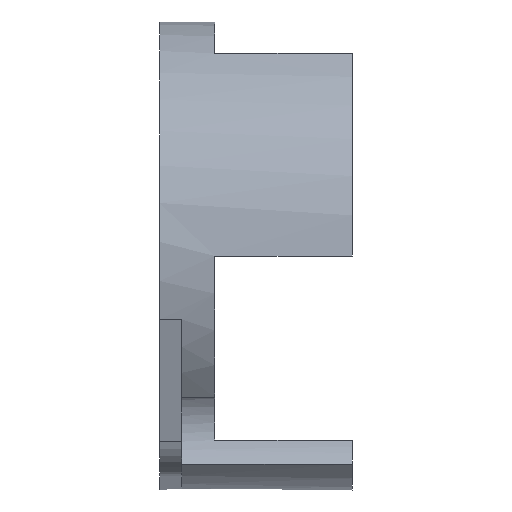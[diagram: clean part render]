
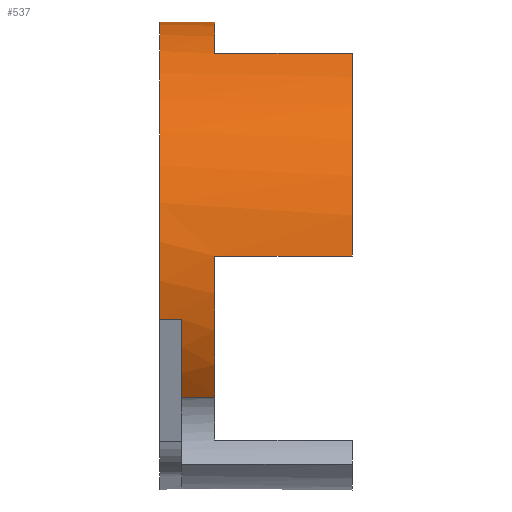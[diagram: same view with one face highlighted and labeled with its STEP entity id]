
A CAD part, left-side view. The second image highlights one B-rep face of the part: STEP entity #537.
In plain terms, the highlighted cylindrical face has radius 17 mm (diameter 34 mm), a partial arc.
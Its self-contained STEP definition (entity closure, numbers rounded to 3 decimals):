
#3 = AXIS2_PLACEMENT_3D ( 'NONE', #415, #416, #417 ) ;
#5 = CIRCLE ( 'NONE', #13, 17. ) ;
#10 = CIRCLE ( 'NONE', #15, 17. ) ;
#13 = AXIS2_PLACEMENT_3D ( 'NONE', #407, #408, #409 ) ;
#14 = VECTOR ( 'NONE', #429, 1000. ) ;
#15 = AXIS2_PLACEMENT_3D ( 'NONE', #420, #421, #422 ) ;
#19 = VECTOR ( 'NONE', #411, 1000. ) ;
#20 = VECTOR ( 'NONE', #418, 1000. ) ;
#22 = AXIS2_PLACEMENT_3D ( 'NONE', #426, #427, #428 ) ;
#23 = CIRCLE ( 'NONE', #22, 17. ) ;
#24 = VECTOR ( 'NONE', #424, 1000. ) ;
#38 = VECTOR ( 'NONE', #444, 1000. ) ;
#40 = CIRCLE ( 'NONE', #3, 17. ) ;
#46 = CIRCLE ( 'NONE', #49, 17. ) ;
#49 = AXIS2_PLACEMENT_3D ( 'NONE', #905, #906, #907 ) ;
#108 = AXIS2_PLACEMENT_3D ( 'NONE', #1342, #1333, #1344 ) ;
#235 = CARTESIAN_POINT ( 'NONE',  ( -13.562, 0., -10.25 ) ) ;
#240 = CARTESIAN_POINT ( 'NONE',  ( -16.361, 2.4, -4.617 ) ) ;
#251 = CARTESIAN_POINT ( 'NONE',  ( 0., 4., 17. ) ) ;
#254 = CARTESIAN_POINT ( 'NONE',  ( -17., 0., 0. ) ) ;
#262 = CARTESIAN_POINT ( 'NONE',  ( -8.5, -10., 14.722 ) ) ;
#264 = CARTESIAN_POINT ( 'NONE',  ( -8.5, 0., 14.722 ) ) ;
#314 = CARTESIAN_POINT ( 'NONE',  ( 0., 0., 17. ) ) ;
#404 = CARTESIAN_POINT ( 'NONE',  ( 0., -10., 17. ) ) ;
#406 = LINE ( 'NONE', #404, #19 ) ;
#407 = CARTESIAN_POINT ( 'NONE',  ( 0., 0., 0. ) ) ;
#408 = DIRECTION ( 'NONE',  ( 0., -1., 0. ) ) ;
#409 = DIRECTION ( 'NONE',  ( 0., 0., -1. ) ) ;
#410 = CARTESIAN_POINT ( 'NONE',  ( -16.361, 4., -4.617 ) ) ;
#411 = DIRECTION ( 'NONE',  ( 0., 1., 0. ) ) ;
#412 = LINE ( 'NONE', #413, #24 ) ;
#413 = CARTESIAN_POINT ( 'NONE',  ( -13.562, -10., -10.25 ) ) ;
#414 = LINE ( 'NONE', #410, #20 ) ;
#415 = CARTESIAN_POINT ( 'NONE',  ( 0., 4., 0. ) ) ;
#416 = DIRECTION ( 'NONE',  ( 0., 1., 0. ) ) ;
#417 = DIRECTION ( 'NONE',  ( 0., 0., 1. ) ) ;
#418 = DIRECTION ( 'NONE',  ( 0., -1., 0. ) ) ;
#419 = CARTESIAN_POINT ( 'NONE',  ( -17., -10.001, 0. ) ) ;
#420 = CARTESIAN_POINT ( 'NONE',  ( 0., 2.4, 0. ) ) ;
#421 = DIRECTION ( 'NONE',  ( 0., -1., 0. ) ) ;
#422 = DIRECTION ( 'NONE',  ( 0., 0., -1. ) ) ;
#423 = LINE ( 'NONE', #419, #14 ) ;
#424 = DIRECTION ( 'NONE',  ( 0., 1., 0. ) ) ;
#426 = CARTESIAN_POINT ( 'NONE',  ( 0., 0., 0. ) ) ;
#427 = DIRECTION ( 'NONE',  ( 0., -1., 0. ) ) ;
#428 = DIRECTION ( 'NONE',  ( 0., 0., -1. ) ) ;
#429 = DIRECTION ( 'NONE',  ( 0., 1., 0. ) ) ;
#442 = LINE ( 'NONE', #443, #38 ) ;
#443 = CARTESIAN_POINT ( 'NONE',  ( -8.5, -10.001, 14.722 ) ) ;
#444 = DIRECTION ( 'NONE',  ( 0., 1., 0. ) ) ;
#467 = EDGE_CURVE ( 'NONE', #1022, #756, #5, .T. ) ;
#468 = EDGE_CURVE ( 'NONE', #1022, #741, #406, .T. ) ;
#469 = EDGE_CURVE ( 'NONE', #1136, #741, #40, .T. ) ;
#470 = EDGE_CURVE ( 'NONE', #1136, #740, #414, .T. ) ;
#471 = EDGE_CURVE ( 'NONE', #740, #1133, #10, .T. ) ;
#472 = EDGE_CURVE ( 'NONE', #737, #1133, #412, .T. ) ;
#473 = EDGE_CURVE ( 'NONE', #746, #737, #23, .T. ) ;
#474 = EDGE_CURVE ( 'NONE', #1067, #746, #423, .T. ) ;
#479 = EDGE_CURVE ( 'NONE', #754, #756, #442, .T. ) ;
#490 = EDGE_CURVE ( 'NONE', #1067, #754, #46, .T. ) ;
#537 = ADVANCED_FACE ( 'NONE', ( #1341 ), #1343, .T. ) ;
#633 = ORIENTED_EDGE ( 'NONE', *, *, #467, .F. ) ;
#644 = ORIENTED_EDGE ( 'NONE', *, *, #479, .T. ) ;
#645 = ORIENTED_EDGE ( 'NONE', *, *, #490, .T. ) ;
#646 = ORIENTED_EDGE ( 'NONE', *, *, #474, .F. ) ;
#647 = ORIENTED_EDGE ( 'NONE', *, *, #471, .T. ) ;
#648 = ORIENTED_EDGE ( 'NONE', *, *, #473, .F. ) ;
#649 = ORIENTED_EDGE ( 'NONE', *, *, #472, .F. ) ;
#650 = ORIENTED_EDGE ( 'NONE', *, *, #470, .T. ) ;
#651 = ORIENTED_EDGE ( 'NONE', *, *, #469, .F. ) ;
#652 = ORIENTED_EDGE ( 'NONE', *, *, #468, .T. ) ;
#737 = VERTEX_POINT ( 'NONE', #235 ) ;
#740 = VERTEX_POINT ( 'NONE', #240 ) ;
#741 = VERTEX_POINT ( 'NONE', #251 ) ;
#746 = VERTEX_POINT ( 'NONE', #254 ) ;
#754 = VERTEX_POINT ( 'NONE', #262 ) ;
#756 = VERTEX_POINT ( 'NONE', #264 ) ;
#905 = CARTESIAN_POINT ( 'NONE',  ( 0., -10., 0. ) ) ;
#906 = DIRECTION ( 'NONE',  ( 0., 1., 0. ) ) ;
#907 = DIRECTION ( 'NONE',  ( 0., 0., 1. ) ) ;
#1022 = VERTEX_POINT ( 'NONE', #314 ) ;
#1067 = VERTEX_POINT ( 'NONE', #1495 ) ;
#1126 = EDGE_LOOP ( 'NONE', ( #633, #652, #651, #650, #647, #649, #648, #646, #645, #644 ) ) ;
#1133 = VERTEX_POINT ( 'NONE', #1503 ) ;
#1136 = VERTEX_POINT ( 'NONE', #1506 ) ;
#1333 = DIRECTION ( 'NONE',  ( 0., 1., 0. ) ) ;
#1341 = FACE_OUTER_BOUND ( 'NONE', #1126, .T. ) ;
#1342 = CARTESIAN_POINT ( 'NONE',  ( 0., -10., 0. ) ) ;
#1343 = CYLINDRICAL_SURFACE ( 'NONE', #108, 17. ) ;
#1344 = DIRECTION ( 'NONE',  ( 0., 0., 1. ) ) ;
#1495 = CARTESIAN_POINT ( 'NONE',  ( -17., -10., 0. ) ) ;
#1503 = CARTESIAN_POINT ( 'NONE',  ( -13.562, 2.4, -10.25 ) ) ;
#1506 = CARTESIAN_POINT ( 'NONE',  ( -16.361, 4., -4.617 ) ) ;
